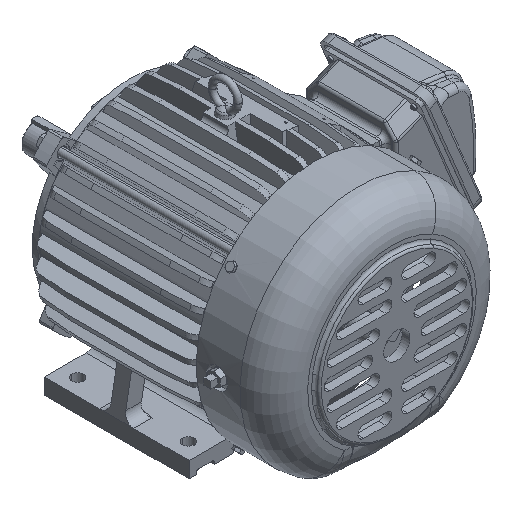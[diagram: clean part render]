
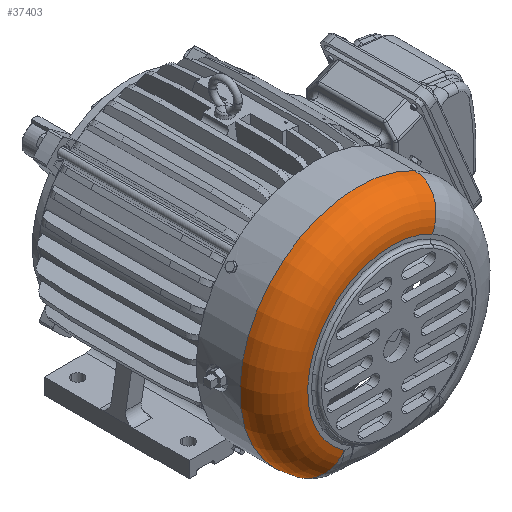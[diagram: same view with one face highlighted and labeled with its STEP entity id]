
A CAD part, isometric view. The second image highlights one B-rep face of the part: STEP entity #37403.
In plain terms, the highlighted toroidal (fillet/blend) face has major radius 87 mm and minor radius 35 mm.
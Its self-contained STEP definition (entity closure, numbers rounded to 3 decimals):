
#36926=CARTESIAN_POINT('Vertex',(58.49,-137.,107.065)) ;
#37104=CARTESIAN_POINT('Axis2P3D Location',(0.,-137.,0.)) ;
#37108=CARTESIAN_POINT('Vertex',(-68.94,-137.,-100.654)) ;
#37256=CARTESIAN_POINT('Axis2P3D Location',(0.,-137.,0.)) ;
#37261=CARTESIAN_POINT('Axis2P3D Location',(41.71,-137.,76.35)) ;
#37265=CARTESIAN_POINT('Vertex',(41.71,-172.,76.35)) ;
#37385=CARTESIAN_POINT('Axis2P3D Location',(0.,-172.,0.)) ;
#37389=CARTESIAN_POINT('Vertex',(-49.162,-172.,-71.778)) ;
#37392=CARTESIAN_POINT('Axis2P3D Location',(-49.162,-137.,-71.778)) ;
#37105=DIRECTION('Axis2P3D Direction',(-0.,1.,0.)) ;
#37257=DIRECTION('Axis2P3D Direction',(0.,1.,0.)) ;
#37258=DIRECTION('Axis2P3D XDirection',(0.479,0.,0.878)) ;
#37262=DIRECTION('Axis2P3D Direction',(-0.878,0.,0.479)) ;
#37386=DIRECTION('Axis2P3D Direction',(-0.,1.,0.)) ;
#37393=DIRECTION('Axis2P3D Direction',(0.825,0.,-0.565)) ;
#37106=AXIS2_PLACEMENT_3D('Circle Axis2P3D',#37104,#37105,$) ;
#37259=AXIS2_PLACEMENT_3D('Torus Axis2P3D',#37256,#37257,#37258) ;
#37263=AXIS2_PLACEMENT_3D('Circle Axis2P3D',#37261,#37262,$) ;
#37387=AXIS2_PLACEMENT_3D('Circle Axis2P3D',#37385,#37386,$) ;
#37394=AXIS2_PLACEMENT_3D('Circle Axis2P3D',#37392,#37393,$) ;
#37398=ORIENTED_EDGE('',*,*,#37391,.T.) ;
#37399=ORIENTED_EDGE('',*,*,#37267,.F.) ;
#37400=ORIENTED_EDGE('',*,*,#37110,.F.) ;
#37401=ORIENTED_EDGE('',*,*,#37396,.T.) ;
#37403=ADVANCED_FACE('AEHH8R#180T-FSide.1\\31407C261.1\\PartBody',(#37402),#37260,.T.) ;
#37107=CIRCLE('generated circle',#37106,122.) ;
#37264=CIRCLE('generated circle',#37263,35.) ;
#37388=CIRCLE('generated circle',#37387,87.) ;
#37395=CIRCLE('generated circle',#37394,35.) ;
#37260=TOROIDAL_SURFACE('homeo Torus',#37259,87.,35.) ;
#37110=EDGE_CURVE('',#37109,#36927,#37107,.T.) ;
#37267=EDGE_CURVE('',#36927,#37266,#37264,.F.) ;
#37391=EDGE_CURVE('',#37390,#37266,#37388,.T.) ;
#37396=EDGE_CURVE('',#37109,#37390,#37395,.F.) ;
#37397=EDGE_LOOP('',(#37398,#37399,#37400,#37401)) ;
#37402=FACE_OUTER_BOUND('',#37397,.T.) ;
#36927=VERTEX_POINT('',#36926) ;
#37109=VERTEX_POINT('',#37108) ;
#37266=VERTEX_POINT('',#37265) ;
#37390=VERTEX_POINT('',#37389) ;
